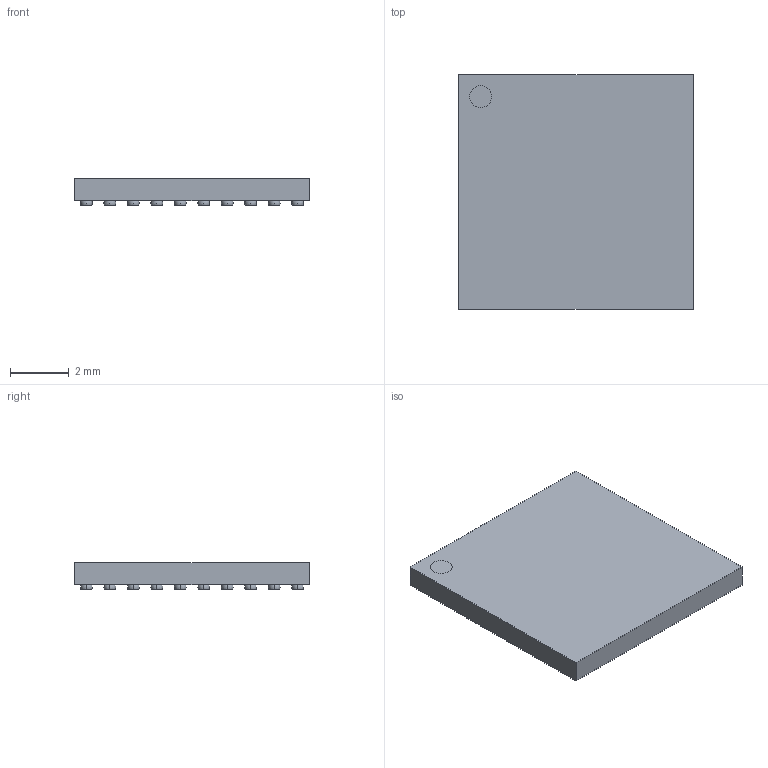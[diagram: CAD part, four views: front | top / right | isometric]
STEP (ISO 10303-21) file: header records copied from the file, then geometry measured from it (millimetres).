
FILE_DESCRIPTION (( 'STEP AP214' ), '1' );
FILE_NAME ('TFBGA100_8x8_P0.8.STEP', '2019-02-10T07:41:24', ( '' ), ( '' ), 'SwSTEP 2.0', 'SolidWorks 2018', '' );
FILE_SCHEMA (( 'AUTOMOTIVE_DESIGN' ));
Length unit declared in the file: millimetre
Products named in the file (1): TFBGA100_8x8_P0.8
Bounding box: 8 x 8 x 0.91 mm (x, y, z)
Volume: 50.4 mm3; surface area: 171.2 mm2
Topology: 1 solids, 1 shells, 309 faces, 1118 edges, 712 vertices
Faces by surface type: sphere 200, plane 107, cylinder 2
Entity records: 11836 total; most frequent: DIRECTION 1842, CARTESIAN_POINT 1340, ORIENTED_EDGE 1236, AXIS2_PLACEMENT_3D 914, EDGE_CURVE 618, CIRCLE 604, VERTEX_POINT 412, EDGE_LOOP 410
